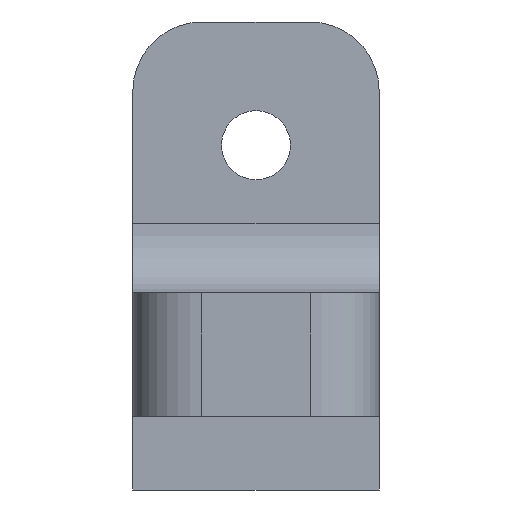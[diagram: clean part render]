
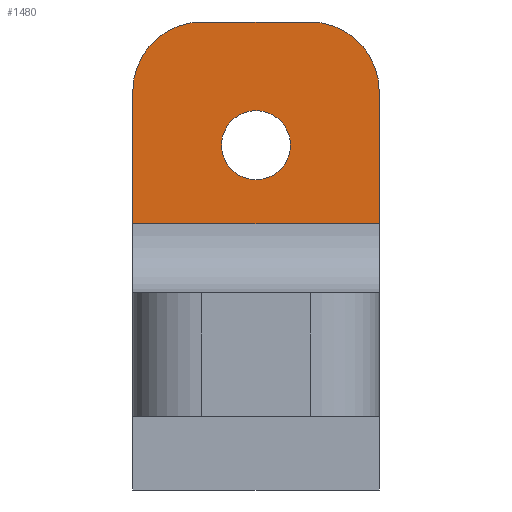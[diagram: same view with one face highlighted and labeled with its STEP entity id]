
A CAD part, left-side view. The second image highlights one B-rep face of the part: STEP entity #1480.
In plain terms, the highlighted planar face has unit normal (-1, 0, 0).
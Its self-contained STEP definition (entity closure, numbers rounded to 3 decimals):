
#100 = PLANE('',#101);
#101 = AXIS2_PLACEMENT_3D('',#102,#103,#104);
#102 = CARTESIAN_POINT('',(64.5,10.,0.));
#103 = DIRECTION('',(0.,1.,0.));
#104 = DIRECTION('',(0.,0.,1.));
#396 = VERTEX_POINT('',#397);
#397 = CARTESIAN_POINT('',(64.5,10.,7.8));
#412 = CYLINDRICAL_SURFACE('',#413,2.8);
#413 = AXIS2_PLACEMENT_3D('',#414,#415,#416);
#414 = CARTESIAN_POINT('',(61.7,20.,7.8));
#415 = DIRECTION('',(0.,-1.,0.));
#416 = DIRECTION('',(1.,0.,0.));
#600 = EDGE_CURVE('',#396,#601,#603,.T.);
#601 = VERTEX_POINT('',#602);
#602 = CARTESIAN_POINT('',(64.5,10.,13.2));
#603 = SURFACE_CURVE('',#604,(#608,#615),.PCURVE_S1.);
#604 = LINE('',#605,#606);
#605 = CARTESIAN_POINT('',(64.5,10.,0.));
#606 = VECTOR('',#607,1.);
#607 = DIRECTION('',(0.,0.,1.));
#608 = PCURVE('',#100,#609);
#609 = DEFINITIONAL_REPRESENTATION('',(#610),#614);
#610 = LINE('',#611,#612);
#611 = CARTESIAN_POINT('',(0.,0.));
#612 = VECTOR('',#613,1.);
#613 = DIRECTION('',(1.,0.));
#614 = ( GEOMETRIC_REPRESENTATION_CONTEXT(2) 
PARAMETRIC_REPRESENTATION_CONTEXT() REPRESENTATION_CONTEXT('2D SPACE',''
  ) );
#615 = PCURVE('',#616,#621);
#616 = PLANE('',#617);
#617 = AXIS2_PLACEMENT_3D('',#618,#619,#620);
#618 = CARTESIAN_POINT('',(64.5,10.,0.));
#619 = DIRECTION('',(1.,0.,0.));
#620 = DIRECTION('',(0.,0.,1.));
#621 = DEFINITIONAL_REPRESENTATION('',(#622),#626);
#622 = LINE('',#623,#624);
#623 = CARTESIAN_POINT('',(0.,0.));
#624 = VECTOR('',#625,1.);
#625 = DIRECTION('',(1.,0.));
#626 = ( GEOMETRIC_REPRESENTATION_CONTEXT(2) 
PARAMETRIC_REPRESENTATION_CONTEXT() REPRESENTATION_CONTEXT('2D SPACE',''
  ) );
#642 = CYLINDRICAL_SURFACE('',#643,2.8);
#643 = AXIS2_PLACEMENT_3D('',#644,#645,#646);
#644 = CARTESIAN_POINT('',(64.5,12.8,13.2));
#645 = DIRECTION('',(1.,0.,0.));
#646 = DIRECTION('',(0.,-1.,0.));
#700 = PLANE('',#701);
#701 = AXIS2_PLACEMENT_3D('',#702,#703,#704);
#702 = CARTESIAN_POINT('',(64.5,20.,0.));
#703 = DIRECTION('',(0.,1.,0.));
#704 = DIRECTION('',(0.,0.,1.));
#1235 = VERTEX_POINT('',#1236);
#1236 = CARTESIAN_POINT('',(64.5,20.,7.8));
#1260 = EDGE_CURVE('',#1235,#396,#1261,.T.);
#1261 = SURFACE_CURVE('',#1262,(#1266,#1273),.PCURVE_S1.);
#1262 = LINE('',#1263,#1264);
#1263 = CARTESIAN_POINT('',(64.5,20.,7.8));
#1264 = VECTOR('',#1265,1.);
#1265 = DIRECTION('',(0.,-1.,0.));
#1266 = PCURVE('',#412,#1267);
#1267 = DEFINITIONAL_REPRESENTATION('',(#1268),#1272);
#1268 = LINE('',#1269,#1270);
#1269 = CARTESIAN_POINT('',(-0.,0.));
#1270 = VECTOR('',#1271,1.);
#1271 = DIRECTION('',(-0.,1.));
#1272 = ( GEOMETRIC_REPRESENTATION_CONTEXT(2) 
PARAMETRIC_REPRESENTATION_CONTEXT() REPRESENTATION_CONTEXT('2D SPACE',''
  ) );
#1273 = PCURVE('',#616,#1274);
#1274 = DEFINITIONAL_REPRESENTATION('',(#1275),#1279);
#1275 = LINE('',#1276,#1277);
#1276 = CARTESIAN_POINT('',(7.8,-10.));
#1277 = VECTOR('',#1278,1.);
#1278 = DIRECTION('',(0.,1.));
#1279 = ( GEOMETRIC_REPRESENTATION_CONTEXT(2) 
PARAMETRIC_REPRESENTATION_CONTEXT() REPRESENTATION_CONTEXT('2D SPACE',''
  ) );
#1330 = CYLINDRICAL_SURFACE('',#1331,2.8);
#1331 = AXIS2_PLACEMENT_3D('',#1332,#1333,#1334);
#1332 = CARTESIAN_POINT('',(64.5,17.2,13.2));
#1333 = DIRECTION('',(1.,0.,0.));
#1334 = DIRECTION('',(0.,0.,1.));
#1358 = PLANE('',#1359);
#1359 = AXIS2_PLACEMENT_3D('',#1360,#1361,#1362);
#1360 = CARTESIAN_POINT('',(64.5,10.,16.));
#1361 = DIRECTION('',(0.,0.,1.));
#1362 = DIRECTION('',(1.,0.,0.));
#1415 = CYLINDRICAL_SURFACE('',#1416,1.4);
#1416 = AXIS2_PLACEMENT_3D('',#1417,#1418,#1419);
#1417 = CARTESIAN_POINT('',(0.,15.,11.));
#1418 = DIRECTION('',(1.,0.,0.));
#1419 = DIRECTION('',(0.,0.,-1.));
#1430 = EDGE_CURVE('',#601,#1431,#1433,.T.);
#1431 = VERTEX_POINT('',#1432);
#1432 = CARTESIAN_POINT('',(64.5,12.8,16.));
#1433 = SURFACE_CURVE('',#1434,(#1439,#1446),.PCURVE_S1.);
#1434 = CIRCLE('',#1435,2.8);
#1435 = AXIS2_PLACEMENT_3D('',#1436,#1437,#1438);
#1436 = CARTESIAN_POINT('',(64.5,12.8,13.2));
#1437 = DIRECTION('',(-1.,0.,0.));
#1438 = DIRECTION('',(0.,0.,1.));
#1439 = PCURVE('',#642,#1440);
#1440 = DEFINITIONAL_REPRESENTATION('',(#1441),#1445);
#1441 = LINE('',#1442,#1443);
#1442 = CARTESIAN_POINT('',(4.712,-0.));
#1443 = VECTOR('',#1444,1.);
#1444 = DIRECTION('',(-1.,0.));
#1445 = ( GEOMETRIC_REPRESENTATION_CONTEXT(2) 
PARAMETRIC_REPRESENTATION_CONTEXT() REPRESENTATION_CONTEXT('2D SPACE',''
  ) );
#1446 = PCURVE('',#616,#1447);
#1447 = DEFINITIONAL_REPRESENTATION('',(#1448),#1456);
#1448 = ( BOUNDED_CURVE() B_SPLINE_CURVE(2,(#1449,#1450,#1451,#1452,
#1453,#1454,#1455),.UNSPECIFIED.,.T.,.F.) B_SPLINE_CURVE_WITH_KNOTS((1,2
    ,2,2,2,1),(-2.094,0.,2.094,4.189,
6.283,8.378),.UNSPECIFIED.) CURVE() 
GEOMETRIC_REPRESENTATION_ITEM() RATIONAL_B_SPLINE_CURVE((1.,0.5,1.,0.5,
1.,0.5,1.)) REPRESENTATION_ITEM('') );
#1449 = CARTESIAN_POINT('',(16.,-2.8));
#1450 = CARTESIAN_POINT('',(16.,-7.65));
#1451 = CARTESIAN_POINT('',(11.8,-5.225));
#1452 = CARTESIAN_POINT('',(7.6,-2.8));
#1453 = CARTESIAN_POINT('',(11.8,-0.375));
#1454 = CARTESIAN_POINT('',(16.,2.05));
#1455 = CARTESIAN_POINT('',(16.,-2.8));
#1456 = ( GEOMETRIC_REPRESENTATION_CONTEXT(2) 
PARAMETRIC_REPRESENTATION_CONTEXT() REPRESENTATION_CONTEXT('2D SPACE',''
  ) );
#1480 = ADVANCED_FACE('',(#1481,#1558),#616,.F.);
#1481 = FACE_BOUND('',#1482,.F.);
#1482 = EDGE_LOOP('',(#1483,#1484,#1485,#1508,#1536,#1557));
#1483 = ORIENTED_EDGE('',*,*,#600,.F.);
#1484 = ORIENTED_EDGE('',*,*,#1260,.F.);
#1485 = ORIENTED_EDGE('',*,*,#1486,.T.);
#1486 = EDGE_CURVE('',#1235,#1487,#1489,.T.);
#1487 = VERTEX_POINT('',#1488);
#1488 = CARTESIAN_POINT('',(64.5,20.,13.2));
#1489 = SURFACE_CURVE('',#1490,(#1494,#1501),.PCURVE_S1.);
#1490 = LINE('',#1491,#1492);
#1491 = CARTESIAN_POINT('',(64.5,20.,0.));
#1492 = VECTOR('',#1493,1.);
#1493 = DIRECTION('',(0.,0.,1.));
#1494 = PCURVE('',#616,#1495);
#1495 = DEFINITIONAL_REPRESENTATION('',(#1496),#1500);
#1496 = LINE('',#1497,#1498);
#1497 = CARTESIAN_POINT('',(0.,-10.));
#1498 = VECTOR('',#1499,1.);
#1499 = DIRECTION('',(1.,0.));
#1500 = ( GEOMETRIC_REPRESENTATION_CONTEXT(2) 
PARAMETRIC_REPRESENTATION_CONTEXT() REPRESENTATION_CONTEXT('2D SPACE',''
  ) );
#1501 = PCURVE('',#700,#1502);
#1502 = DEFINITIONAL_REPRESENTATION('',(#1503),#1507);
#1503 = LINE('',#1504,#1505);
#1504 = CARTESIAN_POINT('',(0.,0.));
#1505 = VECTOR('',#1506,1.);
#1506 = DIRECTION('',(1.,0.));
#1507 = ( GEOMETRIC_REPRESENTATION_CONTEXT(2) 
PARAMETRIC_REPRESENTATION_CONTEXT() REPRESENTATION_CONTEXT('2D SPACE',''
  ) );
#1508 = ORIENTED_EDGE('',*,*,#1509,.F.);
#1509 = EDGE_CURVE('',#1510,#1487,#1512,.T.);
#1510 = VERTEX_POINT('',#1511);
#1511 = CARTESIAN_POINT('',(64.5,17.2,16.));
#1512 = SURFACE_CURVE('',#1513,(#1518,#1529),.PCURVE_S1.);
#1513 = CIRCLE('',#1514,2.8);
#1514 = AXIS2_PLACEMENT_3D('',#1515,#1516,#1517);
#1515 = CARTESIAN_POINT('',(64.5,17.2,13.2));
#1516 = DIRECTION('',(-1.,0.,0.));
#1517 = DIRECTION('',(0.,0.,1.));
#1518 = PCURVE('',#616,#1519);
#1519 = DEFINITIONAL_REPRESENTATION('',(#1520),#1528);
#1520 = ( BOUNDED_CURVE() B_SPLINE_CURVE(2,(#1521,#1522,#1523,#1524,
#1525,#1526,#1527),.UNSPECIFIED.,.T.,.F.) B_SPLINE_CURVE_WITH_KNOTS((1,2
    ,2,2,2,1),(-2.094,0.,2.094,4.189,
6.283,8.378),.UNSPECIFIED.) CURVE() 
GEOMETRIC_REPRESENTATION_ITEM() RATIONAL_B_SPLINE_CURVE((1.,0.5,1.,0.5,
1.,0.5,1.)) REPRESENTATION_ITEM('') );
#1521 = CARTESIAN_POINT('',(16.,-7.2));
#1522 = CARTESIAN_POINT('',(16.,-12.05));
#1523 = CARTESIAN_POINT('',(11.8,-9.625));
#1524 = CARTESIAN_POINT('',(7.6,-7.2));
#1525 = CARTESIAN_POINT('',(11.8,-4.775));
#1526 = CARTESIAN_POINT('',(16.,-2.35));
#1527 = CARTESIAN_POINT('',(16.,-7.2));
#1528 = ( GEOMETRIC_REPRESENTATION_CONTEXT(2) 
PARAMETRIC_REPRESENTATION_CONTEXT() REPRESENTATION_CONTEXT('2D SPACE',''
  ) );
#1529 = PCURVE('',#1330,#1530);
#1530 = DEFINITIONAL_REPRESENTATION('',(#1531),#1535);
#1531 = LINE('',#1532,#1533);
#1532 = CARTESIAN_POINT('',(-0.,0.));
#1533 = VECTOR('',#1534,1.);
#1534 = DIRECTION('',(-1.,0.));
#1535 = ( GEOMETRIC_REPRESENTATION_CONTEXT(2) 
PARAMETRIC_REPRESENTATION_CONTEXT() REPRESENTATION_CONTEXT('2D SPACE',''
  ) );
#1536 = ORIENTED_EDGE('',*,*,#1537,.F.);
#1537 = EDGE_CURVE('',#1431,#1510,#1538,.T.);
#1538 = SURFACE_CURVE('',#1539,(#1543,#1550),.PCURVE_S1.);
#1539 = LINE('',#1540,#1541);
#1540 = CARTESIAN_POINT('',(64.5,10.,16.));
#1541 = VECTOR('',#1542,1.);
#1542 = DIRECTION('',(0.,1.,0.));
#1543 = PCURVE('',#616,#1544);
#1544 = DEFINITIONAL_REPRESENTATION('',(#1545),#1549);
#1545 = LINE('',#1546,#1547);
#1546 = CARTESIAN_POINT('',(16.,0.));
#1547 = VECTOR('',#1548,1.);
#1548 = DIRECTION('',(0.,-1.));
#1549 = ( GEOMETRIC_REPRESENTATION_CONTEXT(2) 
PARAMETRIC_REPRESENTATION_CONTEXT() REPRESENTATION_CONTEXT('2D SPACE',''
  ) );
#1550 = PCURVE('',#1358,#1551);
#1551 = DEFINITIONAL_REPRESENTATION('',(#1552),#1556);
#1552 = LINE('',#1553,#1554);
#1553 = CARTESIAN_POINT('',(0.,0.));
#1554 = VECTOR('',#1555,1.);
#1555 = DIRECTION('',(0.,1.));
#1556 = ( GEOMETRIC_REPRESENTATION_CONTEXT(2) 
PARAMETRIC_REPRESENTATION_CONTEXT() REPRESENTATION_CONTEXT('2D SPACE',''
  ) );
#1557 = ORIENTED_EDGE('',*,*,#1430,.F.);
#1558 = FACE_BOUND('',#1559,.F.);
#1559 = EDGE_LOOP('',(#1560));
#1560 = ORIENTED_EDGE('',*,*,#1561,.F.);
#1561 = EDGE_CURVE('',#1562,#1562,#1564,.T.);
#1562 = VERTEX_POINT('',#1563);
#1563 = CARTESIAN_POINT('',(64.5,15.,9.6));
#1564 = SURFACE_CURVE('',#1565,(#1570,#1577),.PCURVE_S1.);
#1565 = CIRCLE('',#1566,1.4);
#1566 = AXIS2_PLACEMENT_3D('',#1567,#1568,#1569);
#1567 = CARTESIAN_POINT('',(64.5,15.,11.));
#1568 = DIRECTION('',(1.,-0.,0.));
#1569 = DIRECTION('',(0.,0.,-1.));
#1570 = PCURVE('',#616,#1571);
#1571 = DEFINITIONAL_REPRESENTATION('',(#1572),#1576);
#1572 = CIRCLE('',#1573,1.4);
#1573 = AXIS2_PLACEMENT_2D('',#1574,#1575);
#1574 = CARTESIAN_POINT('',(11.,-5.));
#1575 = DIRECTION('',(-1.,0.));
#1576 = ( GEOMETRIC_REPRESENTATION_CONTEXT(2) 
PARAMETRIC_REPRESENTATION_CONTEXT() REPRESENTATION_CONTEXT('2D SPACE',''
  ) );
#1577 = PCURVE('',#1415,#1578);
#1578 = DEFINITIONAL_REPRESENTATION('',(#1579),#1583);
#1579 = LINE('',#1580,#1581);
#1580 = CARTESIAN_POINT('',(0.,64.5));
#1581 = VECTOR('',#1582,1.);
#1582 = DIRECTION('',(1.,0.));
#1583 = ( GEOMETRIC_REPRESENTATION_CONTEXT(2) 
PARAMETRIC_REPRESENTATION_CONTEXT() REPRESENTATION_CONTEXT('2D SPACE',''
  ) );
